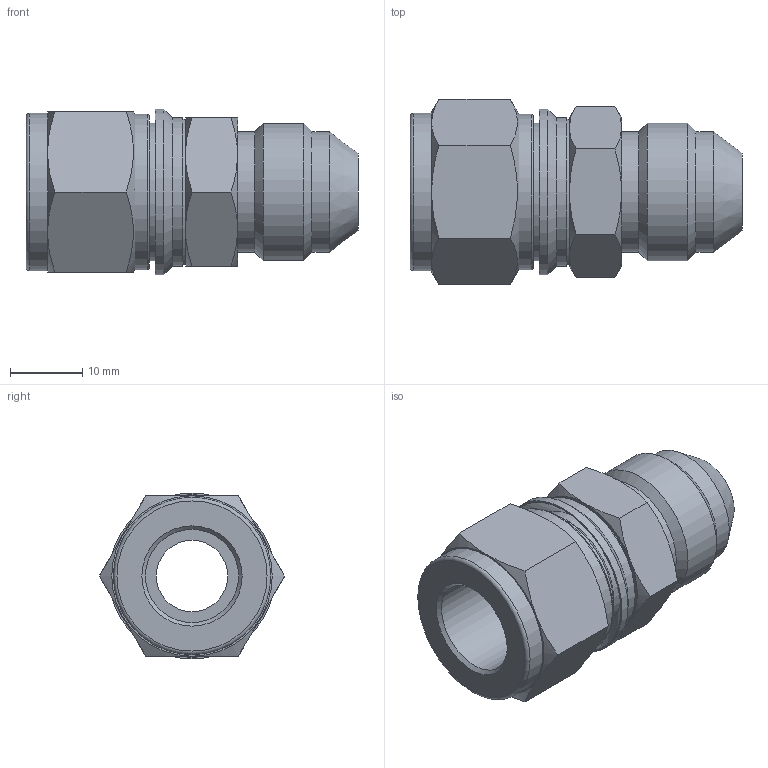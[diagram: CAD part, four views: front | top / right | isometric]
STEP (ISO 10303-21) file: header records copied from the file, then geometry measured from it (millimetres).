
FILE_DESCRIPTION(/* description */ (''),/* implementation_level */ '2;1');
FILE_NAME(/* name */ 'SAUI-8-8U.stp',/* time_stamp */ '2022-04-21T08:11:59+09:00',/* author */ ('user'),/* organization */ (''),/* preprocessor_version */ 'ST-DEVELOPER v18.1',/* originating_system */ 'Autodesk Inventor 2022',/* authorisation */ '');
FILE_SCHEMA (('AUTOMOTIVE_DESIGN { 1 0 10303 214 3 1 1 }'));
Length unit declared in the file: millimetre
Products named in the file (1): SAUI-8-8U
Bounding box: 46 x 25.66 x 23 mm (x, y, z)
Volume: 10224.3 mm3; surface area: 6023.1 mm2
Topology: 1 solids, 1 shells, 64 faces, 148 edges, 94 vertices
Faces by surface type: cone 28, plane 22, cylinder 12, torus 2
Full cylindrical faces by diameter (mm): 9.9 x1, 12.9 x1, 16.7 x2, 17.2 x1, 17.7 x1, 19 x1, 19.05 x1, 20.6 x1, 21.5 x1, 21.8 x1, 23 x1
Entity records: 1817 total; most frequent: CARTESIAN_POINT 391, ORIENTED_EDGE 296, DIRECTION 290, EDGE_CURVE 148, AXIS2_PLACEMENT_3D 119, VERTEX_POINT 94, EDGE_LOOP 74, FACE_OUTER_BOUND 64
